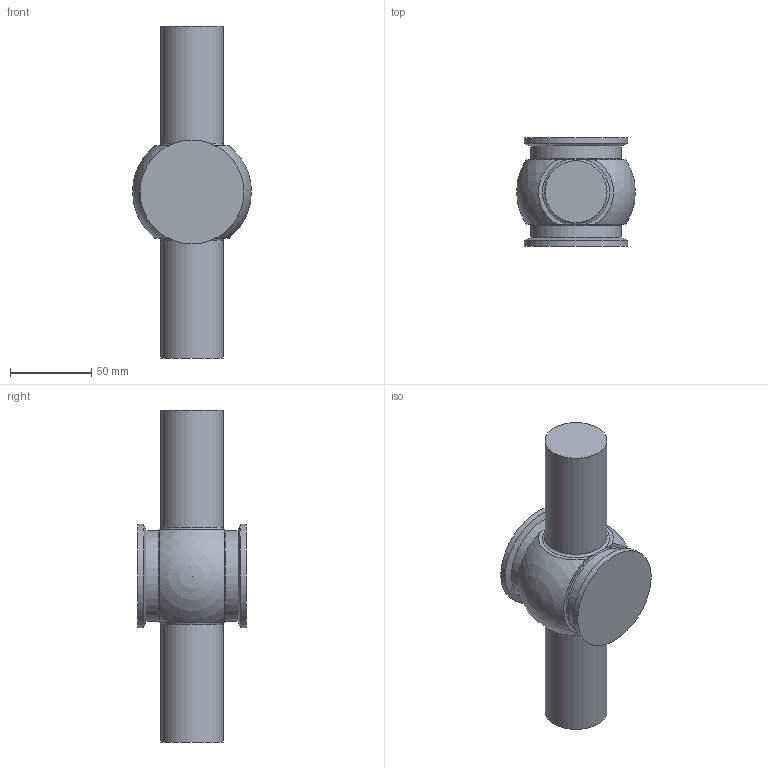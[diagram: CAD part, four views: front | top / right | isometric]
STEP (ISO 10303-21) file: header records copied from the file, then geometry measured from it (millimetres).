
FILE_DESCRIPTION(/* description */ ('STEP AP203'),/* implementation_level */ '2;1');
FILE_NAME(/* name */ '106412.STEP',/* time_stamp */ '2021-04-22T14:26:38+06:00',/* author */ ('H7M44K'),/* organization */ (''),/* preprocessor_version */ 'ST-DEVELOPER v18.1',/* originating_system */ 'Autodesk Inventor 2020',/* authorisation */ '');
FILE_SCHEMA (('AUTOMOTIVE_DESIGN { 1 0 10303 214 3 1 1 }'));
Length unit declared in the file: inch
Products named in the file (1): 106412
Bounding box: 73 x 66.8 x 203.96 mm (x, y, z)
Volume: 376679.4 mm3; surface area: 39428.8 mm2
Topology: 1 solids, 1 shells, 26 faces, 82 edges, 56 vertices
Faces by surface type: plane 12, cylinder 6, torus 4, cone 2, sphere 2
Full cylindrical faces by diameter (mm): 38.1 x2, 55.677 x2, 63.881 x2
Entity records: 1063 total; most frequent: CARTESIAN_POINT 273, DIRECTION 170, ORIENTED_EDGE 160, EDGE_CURVE 80, AXIS2_PLACEMENT_3D 77, VERTEX_POINT 56, CIRCLE 50, FACE_OUTER_BOUND 26
